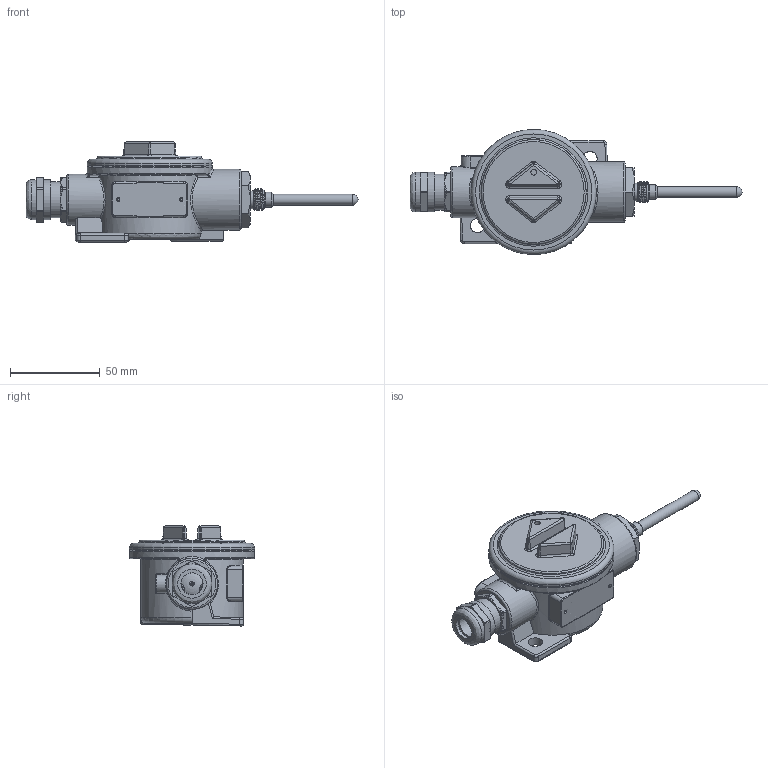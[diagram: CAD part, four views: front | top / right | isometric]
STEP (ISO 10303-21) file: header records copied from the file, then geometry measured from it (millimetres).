
FILE_DESCRIPTION(('STEP AP214'), '1');
FILE_NAME('ﾊﾓﾂﾔ.405210.003.125ﾋ.ﾕ.ﾕﾕ.L.ﾌﾃ.EXI.TX ﾝﾑﾁ', '', ('UNSPECIFIED'), ('UNSPECIFIED'), 'C3D Converter', 'C3D Toolkit', '');
FILE_SCHEMA(('AUTOMOTIVE_DESIGN { 1 0 10303 214 3 1 1}'));
Length unit declared in the file: millimetre
Products named in the file (1): КУВФ.405210.003.125Л.Х.ХХ.L.МГ.EXI.TX ЭСБ
Bounding box: 184.47 x 69.5 x 55.58 mm (x, y, z)
Volume: 12940.6 mm3; surface area: 55342.3 mm2
Topology: 5 solids, 9 shells, 810 faces, 2084 edges, 1287 vertices
Faces by surface type: plane 384, cylinder 187, bspline 140, torus 52, cone 38, sphere 9
Full cylindrical faces by diameter (mm): 0.63 x2, 1.075 x2, 2.459 x2, 2.85 x1, 3 x6, 3.121 x1, 3.242 x4, 3.3 x2, 4 x4, 5.6 x6, 6 x8, 6.2 x1, 7 x8, 8 x2, 8.2 x1, 10 x1, 12.2 x1, 12.4 x1, 13.3 x1, 13.8 x1, 14 x2, 14.85 x1, 15 x1, 15.8 x1, 16.6 x1, 17 x1, 17.8 x1, 18.5 x1, 18.632 x2, 20 x2
Entity records: 42374 total; most frequent: CARTESIAN_POINT 23936, ORIENTED_EDGE 3834, DIRECTION 3568, EDGE_CURVE 1919, AXIS2_PLACEMENT_3D 1349, VERTEX_POINT 1283, EDGE_LOOP 1026, LINE 870
